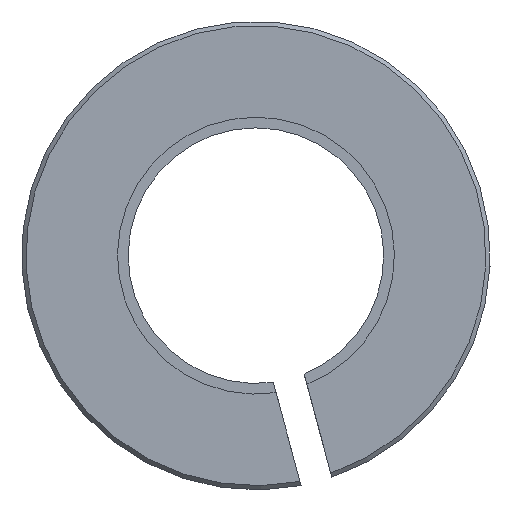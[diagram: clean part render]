
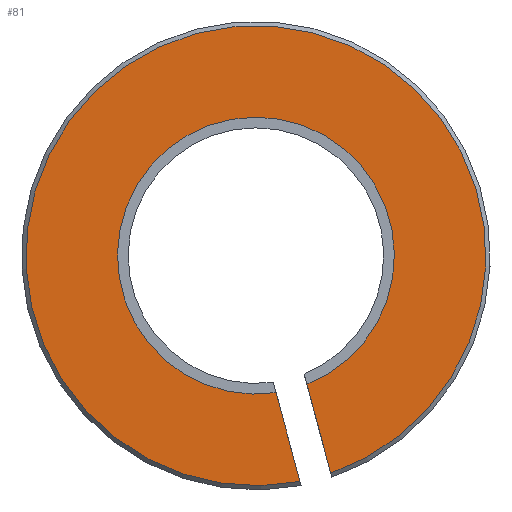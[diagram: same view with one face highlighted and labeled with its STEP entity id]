
A CAD part, left-side view. The second image highlights one B-rep face of the part: STEP entity #81.
In plain terms, the highlighted planar face has unit normal (-1, 0, 0).
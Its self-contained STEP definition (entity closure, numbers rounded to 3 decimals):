
#81 = ADVANCED_FACE( '', ( #165 ), #166, .T. );
#165 = FACE_OUTER_BOUND( '', #251, .T. );
#166 = PLANE( '', #252 );
#251 = EDGE_LOOP( '', ( #350, #351, #352, #353 ) );
#252 = AXIS2_PLACEMENT_3D( '', #354, #355, #356 );
#350 = ORIENTED_EDGE( '', *, *, #546, .T. );
#351 = ORIENTED_EDGE( '', *, *, #563, .T. );
#352 = ORIENTED_EDGE( '', *, *, #564, .F. );
#353 = ORIENTED_EDGE( '', *, *, #565, .T. );
#354 = CARTESIAN_POINT( '', ( 0., 10.8, 0. ) );
#355 = DIRECTION( '', ( -1., 0., 0. ) );
#356 = DIRECTION( '', ( 0., 0., 1. ) );
#546 = EDGE_CURVE( '', #643, #641, #644, .T. );
#563 = EDGE_CURVE( '', #641, #671, #672, .T. );
#564 = EDGE_CURVE( '', #673, #671, #674, .T. );
#565 = EDGE_CURVE( '', #673, #643, #675, .T. );
#641 = VERTEX_POINT( '', #777 );
#643 = VERTEX_POINT( '', #780 );
#644 = CIRCLE( '', #781, 6.5 );
#671 = VERTEX_POINT( '', #815 );
#672 = LINE( '', #816, #817 );
#673 = VERTEX_POINT( '', #818 );
#674 = CIRCLE( '', #819, 10.8 );
#675 = LINE( '', #820, #821 );
#777 = CARTESIAN_POINT( '', ( 0., -2.396, -6.042 ) );
#780 = CARTESIAN_POINT( '', ( 0., -0.947, -6.431 ) );
#781 = AXIS2_PLACEMENT_3D( '', #960, #961, #962 );
#815 = CARTESIAN_POINT( '', ( 0., -3.513, -10.213 ) );
#816 = CARTESIAN_POINT( '', ( 0., -2.135, -5.069 ) );
#817 = VECTOR( '', #985, 1000. );
#818 = CARTESIAN_POINT( '', ( 0., -2.064, -10.601 ) );
#819 = AXIS2_PLACEMENT_3D( '', #986, #987, #988 );
#820 = CARTESIAN_POINT( '', ( 0., -2.116, -10.795 ) );
#821 = VECTOR( '', #989, 1000. );
#960 = CARTESIAN_POINT( '', ( 0., 0., 0. ) );
#961 = DIRECTION( '', ( 1., 0., 0. ) );
#962 = DIRECTION( '', ( 0., 0., -1. ) );
#985 = DIRECTION( '', ( 0., -0.259, -0.966 ) );
#986 = CARTESIAN_POINT( '', ( 0., 0., 0. ) );
#987 = DIRECTION( '', ( 1., 0., 0. ) );
#988 = DIRECTION( '', ( 0., 0., -1. ) );
#989 = DIRECTION( '', ( 0., 0.259, 0.966 ) );
